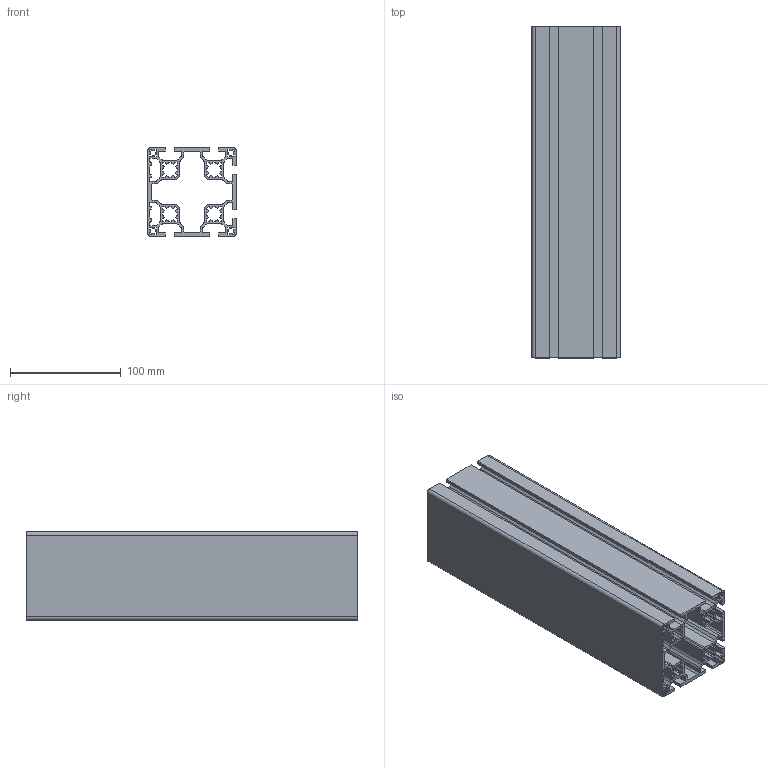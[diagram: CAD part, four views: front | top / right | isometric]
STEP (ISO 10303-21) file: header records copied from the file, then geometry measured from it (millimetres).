
FILE_DESCRIPTION (( 'STEP AP214' ), '1' );
FILE_NAME ('1727976979837.step', '2024-10-03T17:36:23', ( 'Windows User' ), ( '' ), 'SwSTEP 2.0', 'SolidWorks 2011', '' );
FILE_SCHEMA (( 'AUTOMOTIVE_DESIGN' ));
Length unit declared in the file: millimetre
Products named in the file (2): 1727976979837; 1.11.080080.63LPx300.00(1)
Assembly tree (1 placements, depth 2):
  1727976979837
    1.11.080080.63LPx300.00(1)
Bounding box: 80 x 300 x 80 mm (x, y, z)
Volume: 460660 mm3; surface area: 411349.4 mm2
Topology: 1 solids, 1 shells, 511 faces, 1527 edges, 1018 vertices
Faces by surface type: plane 322, cylinder 189
Entity records: 17309 total; most frequent: CARTESIAN_POINT 3060, ORIENTED_EDGE 3054, DIRECTION 2935, EDGE_CURVE 1527, LINE 1149, VECTOR 1149, VERTEX_POINT 1018, AXIS2_PLACEMENT_3D 893
